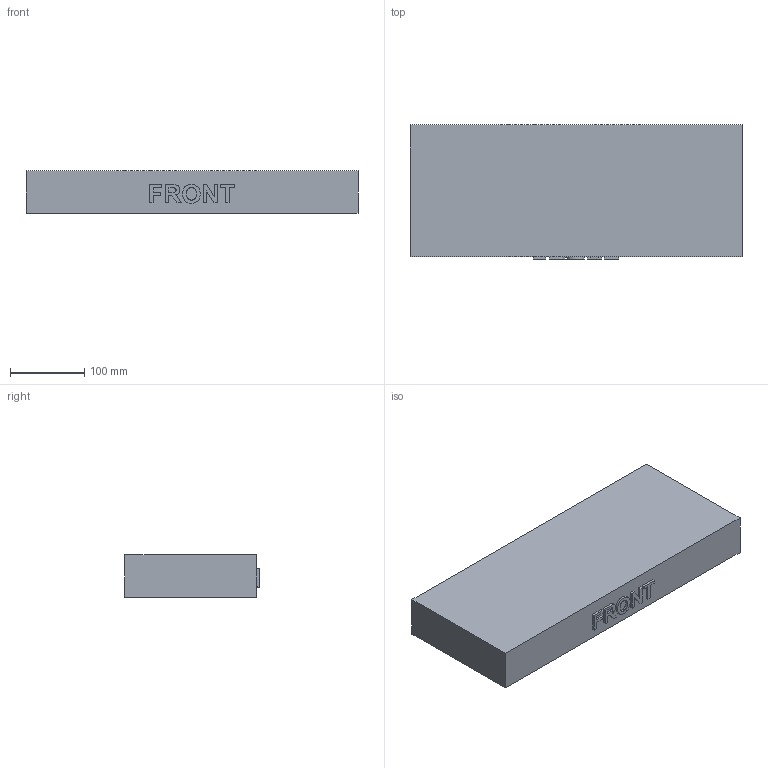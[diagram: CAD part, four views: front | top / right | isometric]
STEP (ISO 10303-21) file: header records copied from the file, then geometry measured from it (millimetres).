
FILE_DESCRIPTION( ( 'Unknown' ), '1' );
FILE_NAME( '2306-lid, internal tub.stp', 'Unknown', ( 'Unknown' ), ( 'Unknown' ), 'PSStep 10.1', 'Unknown', ' ' );
FILE_SCHEMA( ( 'AUTOMOTIVE_DESIGN { 1 0 10303 214 1 1 1 1 }' ) );
Length unit declared in the file: millimetre
Products named in the file (1): 1
Bounding box: 447.57 x 180.97 x 57.15 mm (x, y, z)
Volume: 1280251.3 mm3; surface area: 281835.8 mm2
Topology: 1 solids, 1 shells, 228 faces, 559 edges, 338 vertices
Faces by surface type: cylinder 78, plane 76, bspline 68, extrusion 6
Entity records: 8808 total; most frequent: CARTESIAN_POINT 3940, ORIENTED_EDGE 1106, DIRECTION 883, EDGE_CURVE 553, AXIS2_PLACEMENT_3D 339, VERTEX_POINT 338, EDGE_LOOP 239, FACE_OUTER_BOUND 230
